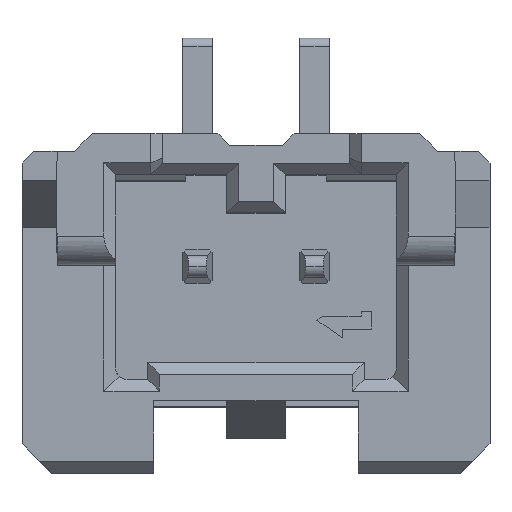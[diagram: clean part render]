
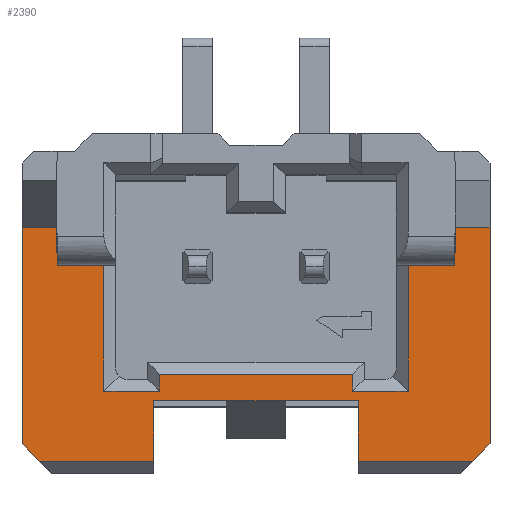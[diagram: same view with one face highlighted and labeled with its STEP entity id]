
A CAD part, top view. The second image highlights one B-rep face of the part: STEP entity #2390.
In plain terms, the highlighted planar face has unit normal (0, 0, 1).
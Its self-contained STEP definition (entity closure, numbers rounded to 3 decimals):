
#54=CARTESIAN_POINT('',(3.4,0.65,2.595));
#55=VERTEX_POINT('',#54);
#62=CARTESIAN_POINT('',(3.4,1.3,2.595));
#63=VERTEX_POINT('',#62);
#64=CARTESIAN_POINT('',(3.4,0.65,2.595));
#65=DIRECTION('',(0.,1.,0.));
#66=VECTOR('',#65,0.65);
#67=LINE('',#64,#66);
#68=EDGE_CURVE('',#55,#63,#67,.T.);
#244=CARTESIAN_POINT('',(4.,1.3,2.595));
#245=VERTEX_POINT('',#244);
#246=CARTESIAN_POINT('',(3.4,1.3,2.595));
#247=DIRECTION('',(1.,0.,0.));
#248=VECTOR('',#247,0.6);
#249=LINE('',#246,#248);
#250=EDGE_CURVE('',#63,#245,#249,.T.);
#306=CARTESIAN_POINT('',(4.,-2.4,2.595));
#307=VERTEX_POINT('',#306);
#308=CARTESIAN_POINT('',(4.,1.3,2.595));
#309=DIRECTION('',(0.,-1.,0.));
#310=VECTOR('',#309,3.7);
#311=LINE('',#308,#310);
#312=EDGE_CURVE('',#245,#307,#311,.T.);
#584=CARTESIAN_POINT('',(2.6,0.65,2.595));
#585=VERTEX_POINT('',#584);
#604=CARTESIAN_POINT('',(2.6,-1.5,2.595));
#605=VERTEX_POINT('',#604);
#613=CARTESIAN_POINT('',(2.6,-1.5,2.595));
#614=DIRECTION('',(0.,1.,0.));
#615=VECTOR('',#614,2.15);
#616=LINE('',#613,#615);
#617=EDGE_CURVE('',#605,#585,#616,.T.);
#628=CARTESIAN_POINT('',(3.7,-2.7,2.595));
#629=VERTEX_POINT('',#628);
#630=CARTESIAN_POINT('',(4.,-2.4,2.595));
#631=DIRECTION('',(-0.707,-0.707,0.));
#632=VECTOR('',#631,0.424);
#633=LINE('',#630,#632);
#634=EDGE_CURVE('',#307,#629,#633,.T.);
#918=CARTESIAN_POINT('',(1.75,-2.7,2.595));
#919=VERTEX_POINT('',#918);
#926=CARTESIAN_POINT('',(1.75,-1.66,2.595));
#927=VERTEX_POINT('',#926);
#928=CARTESIAN_POINT('',(1.75,-2.7,2.595));
#929=DIRECTION('',(0.,1.,0.));
#930=VECTOR('',#929,1.04);
#931=LINE('',#928,#930);
#932=EDGE_CURVE('',#919,#927,#931,.T.);
#1766=CARTESIAN_POINT('',(1.65,-1.5,2.595));
#1767=VERTEX_POINT('',#1766);
#1774=CARTESIAN_POINT('',(1.65,-1.5,2.595));
#1775=DIRECTION('',(1.,0.,0.));
#1776=VECTOR('',#1775,0.95);
#1777=LINE('',#1774,#1776);
#1778=EDGE_CURVE('',#1767,#605,#1777,.T.);
#1799=CARTESIAN_POINT('',(1.65,-1.21,2.595));
#1800=VERTEX_POINT('',#1799);
#1807=CARTESIAN_POINT('',(1.65,-1.21,2.595));
#1808=DIRECTION('',(0.,-1.,0.));
#1809=VECTOR('',#1808,0.29);
#1810=LINE('',#1807,#1809);
#1811=EDGE_CURVE('',#1800,#1767,#1810,.T.);
#1848=CARTESIAN_POINT('',(3.7,-2.7,2.595));
#1849=DIRECTION('',(-1.,0.,0.));
#1850=VECTOR('',#1849,1.95);
#1851=LINE('',#1848,#1850);
#1852=EDGE_CURVE('',#629,#919,#1851,.T.);
#1970=CARTESIAN_POINT('',(2.6,0.65,2.595));
#1971=DIRECTION('',(1.,0.,0.));
#1972=VECTOR('',#1971,0.8);
#1973=LINE('',#1970,#1972);
#1974=EDGE_CURVE('',#585,#55,#1973,.T.);
#2279=CARTESIAN_POINT('',(1.801,-0.674,2.595));
#2280=DIRECTION('',(0.,1.,0.));
#2281=DIRECTION('',(0.,0.,1.));
#2282=AXIS2_PLACEMENT_3D('',#2279,#2281,#2280);
#2283=PLANE('',#2282);
#2284=ORIENTED_EDGE('',*,*,#932,.F.);
#2285=ORIENTED_EDGE('',*,*,#1852,.F.);
#2286=ORIENTED_EDGE('',*,*,#634,.F.);
#2287=ORIENTED_EDGE('',*,*,#312,.F.);
#2288=ORIENTED_EDGE('',*,*,#250,.F.);
#2289=ORIENTED_EDGE('',*,*,#68,.F.);
#2290=ORIENTED_EDGE('',*,*,#1974,.F.);
#2291=ORIENTED_EDGE('',*,*,#617,.F.);
#2292=ORIENTED_EDGE('',*,*,#1778,.F.);
#2293=ORIENTED_EDGE('',*,*,#1811,.F.);
#2294=CARTESIAN_POINT('',(-1.65,-1.21,2.595));
#2295=VERTEX_POINT('',#2294);
#2296=CARTESIAN_POINT('',(1.65,-1.21,2.595));
#2297=DIRECTION('',(-1.,0.,0.));
#2298=VECTOR('',#2297,3.3);
#2299=LINE('',#2296,#2298);
#2300=EDGE_CURVE('',#1800,#2295,#2299,.T.);
#2301=ORIENTED_EDGE('',*,*,#2300,.T.);
#2302=CARTESIAN_POINT('',(-1.65,-1.5,2.595));
#2303=VERTEX_POINT('',#2302);
#2304=CARTESIAN_POINT('',(-1.65,-1.21,2.595));
#2305=DIRECTION('',(0.,-1.,0.));
#2306=VECTOR('',#2305,0.29);
#2307=LINE('',#2304,#2306);
#2308=EDGE_CURVE('',#2295,#2303,#2307,.T.);
#2309=ORIENTED_EDGE('',*,*,#2308,.T.);
#2310=CARTESIAN_POINT('',(-2.6,-1.5,2.595));
#2311=VERTEX_POINT('',#2310);
#2312=CARTESIAN_POINT('',(-1.65,-1.5,2.595));
#2313=DIRECTION('',(-1.,0.,0.));
#2314=VECTOR('',#2313,0.95);
#2315=LINE('',#2312,#2314);
#2316=EDGE_CURVE('',#2303,#2311,#2315,.T.);
#2317=ORIENTED_EDGE('',*,*,#2316,.T.);
#2318=CARTESIAN_POINT('',(-2.6,0.65,2.595));
#2319=VERTEX_POINT('',#2318);
#2320=CARTESIAN_POINT('',(-2.6,-1.5,2.595));
#2321=DIRECTION('',(0.,1.,0.));
#2322=VECTOR('',#2321,2.15);
#2323=LINE('',#2320,#2322);
#2324=EDGE_CURVE('',#2311,#2319,#2323,.T.);
#2325=ORIENTED_EDGE('',*,*,#2324,.T.);
#2326=CARTESIAN_POINT('',(-3.4,0.65,2.595));
#2327=VERTEX_POINT('',#2326);
#2328=CARTESIAN_POINT('',(-2.6,0.65,2.595));
#2329=DIRECTION('',(-1.,0.,0.));
#2330=VECTOR('',#2329,0.8);
#2331=LINE('',#2328,#2330);
#2332=EDGE_CURVE('',#2319,#2327,#2331,.T.);
#2333=ORIENTED_EDGE('',*,*,#2332,.T.);
#2334=CARTESIAN_POINT('',(-3.4,1.3,2.595));
#2335=VERTEX_POINT('',#2334);
#2336=CARTESIAN_POINT('',(-3.4,0.65,2.595));
#2337=DIRECTION('',(0.,1.,0.));
#2338=VECTOR('',#2337,0.65);
#2339=LINE('',#2336,#2338);
#2340=EDGE_CURVE('',#2327,#2335,#2339,.T.);
#2341=ORIENTED_EDGE('',*,*,#2340,.T.);
#2342=CARTESIAN_POINT('',(-4.,1.3,2.595));
#2343=VERTEX_POINT('',#2342);
#2344=CARTESIAN_POINT('',(-3.4,1.3,2.595));
#2345=DIRECTION('',(-1.,0.,0.));
#2346=VECTOR('',#2345,0.6);
#2347=LINE('',#2344,#2346);
#2348=EDGE_CURVE('',#2335,#2343,#2347,.T.);
#2349=ORIENTED_EDGE('',*,*,#2348,.T.);
#2350=CARTESIAN_POINT('',(-4.,-2.4,2.595));
#2351=VERTEX_POINT('',#2350);
#2352=CARTESIAN_POINT('',(-4.,1.3,2.595));
#2353=DIRECTION('',(0.,-1.,0.));
#2354=VECTOR('',#2353,3.7);
#2355=LINE('',#2352,#2354);
#2356=EDGE_CURVE('',#2343,#2351,#2355,.T.);
#2357=ORIENTED_EDGE('',*,*,#2356,.T.);
#2358=CARTESIAN_POINT('',(-3.7,-2.7,2.595));
#2359=VERTEX_POINT('',#2358);
#2360=CARTESIAN_POINT('',(-4.,-2.4,2.595));
#2361=DIRECTION('',(0.707,-0.707,0.));
#2362=VECTOR('',#2361,0.424);
#2363=LINE('',#2360,#2362);
#2364=EDGE_CURVE('',#2351,#2359,#2363,.T.);
#2365=ORIENTED_EDGE('',*,*,#2364,.T.);
#2366=CARTESIAN_POINT('',(-1.75,-2.7,2.595));
#2367=VERTEX_POINT('',#2366);
#2368=CARTESIAN_POINT('',(-3.7,-2.7,2.595));
#2369=DIRECTION('',(1.,0.,0.));
#2370=VECTOR('',#2369,1.95);
#2371=LINE('',#2368,#2370);
#2372=EDGE_CURVE('',#2359,#2367,#2371,.T.);
#2373=ORIENTED_EDGE('',*,*,#2372,.T.);
#2374=CARTESIAN_POINT('',(-1.75,-1.66,2.595));
#2375=VERTEX_POINT('',#2374);
#2376=CARTESIAN_POINT('',(-1.75,-2.7,2.595));
#2377=DIRECTION('',(0.,1.,0.));
#2378=VECTOR('',#2377,1.04);
#2379=LINE('',#2376,#2378);
#2380=EDGE_CURVE('',#2367,#2375,#2379,.T.);
#2381=ORIENTED_EDGE('',*,*,#2380,.T.);
#2382=CARTESIAN_POINT('',(-1.75,-1.66,2.595));
#2383=DIRECTION('',(1.,0.,0.));
#2384=VECTOR('',#2383,3.5);
#2385=LINE('',#2382,#2384);
#2386=EDGE_CURVE('',#2375,#927,#2385,.T.);
#2387=ORIENTED_EDGE('',*,*,#2386,.T.);
#2388=EDGE_LOOP('',(#2284,#2285,#2286,#2287,#2288,#2289,#2290,#2291,#2292,#2293,#2301,#2309,#2317,#2325,#2333,#2341,#2349,#2357,#2365,#2373,#2381,#2387));
#2389=FACE_OUTER_BOUND('',#2388,.T.);
#2390=ADVANCED_FACE('',(#2389),#2283,.T.);
